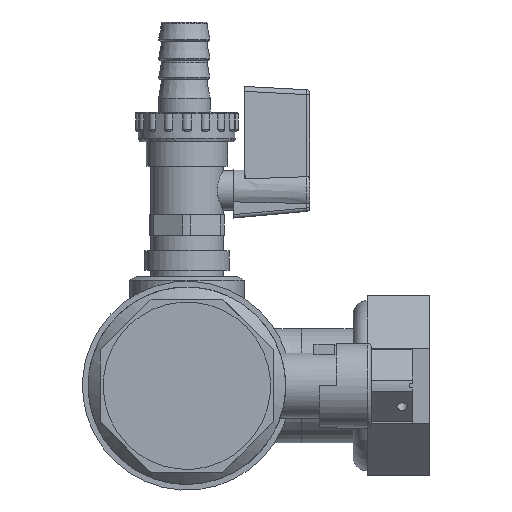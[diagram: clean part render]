
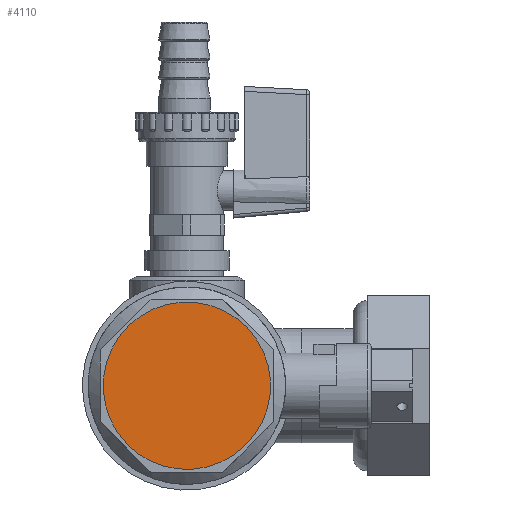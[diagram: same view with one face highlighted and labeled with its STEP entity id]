
A CAD part, left-side view. The second image highlights one B-rep face of the part: STEP entity #4110.
In plain terms, the highlighted planar face has unit normal (-1, 0, 0).
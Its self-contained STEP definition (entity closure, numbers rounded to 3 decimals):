
#759=PLANE($,#4437);
#989=FACE_OUTER_BOUND($,#1267,.T.);
#1267=EDGE_LOOP($,(#3189));
#1562=CIRCLE($,#4438,24.15);
#1913=VERTEX_POINT($,#7696);
#2400=EDGE_CURVE($,#1913,#1913,#1562,.T.);
#3189=ORIENTED_EDGE($,*,*,#2400,.F.);
#4110=ADVANCED_FACE($,(#989),#759,.T.);
#4437=AXIS2_PLACEMENT_3D($,#7695,#5241,#5242);
#4438=AXIS2_PLACEMENT_3D($,#7697,#5243,#5244);
#5241=DIRECTION('center_axis',(-1.,0.,0.));
#5242=DIRECTION('ref_axis',(0.,0.,1.));
#5243=DIRECTION('center_axis',(1.,0.,0.));
#5244=DIRECTION('ref_axis',(0.,1.,0.));
#7695=CARTESIAN_POINT('Origin',(10.,12.075,0.));
#7696=CARTESIAN_POINT('',(10.,-13.5,-20.024));
#7697=CARTESIAN_POINT('Origin',(10.,0.,0.));
